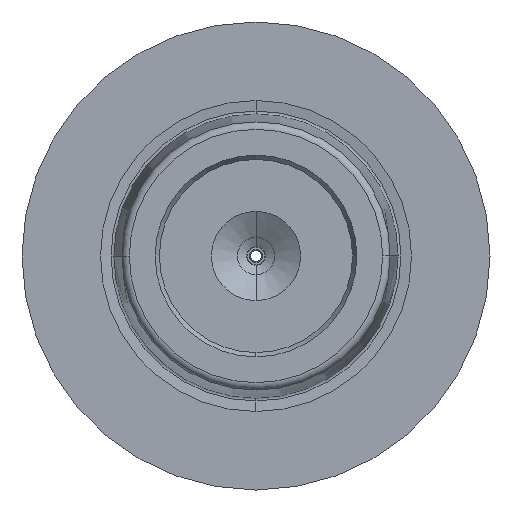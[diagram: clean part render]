
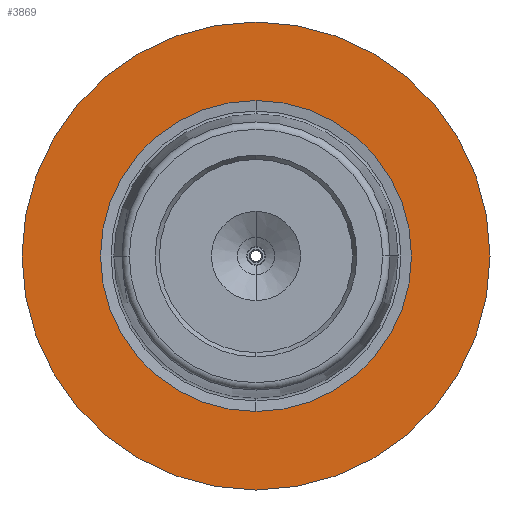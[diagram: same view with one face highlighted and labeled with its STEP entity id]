
A CAD part, left-side view. The second image highlights one B-rep face of the part: STEP entity #3869.
In plain terms, the highlighted planar face has unit normal (-1, 0, 0).
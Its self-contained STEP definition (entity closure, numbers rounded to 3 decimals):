
#198 = CARTESIAN_POINT ( 'NONE',  ( 0., 0., -31.5 ) ) ;
#367 = CARTESIAN_POINT ( 'NONE',  ( 0., 0., 0. ) ) ;
#462 = DIRECTION ( 'NONE',  ( -1., 0., 0. ) ) ;
#1209 = FACE_OUTER_BOUND ( 'NONE', #1678, .T. ) ;
#1236 = AXIS2_PLACEMENT_3D ( 'NONE', #4703, #462, #2191 ) ;
#1291 = CARTESIAN_POINT ( 'NONE',  ( 0., 0., 0. ) ) ;
#1425 = CIRCLE ( 'NONE', #4988, 31.5 ) ;
#1430 = DIRECTION ( 'NONE',  ( -1., 0., 0. ) ) ;
#1556 = VERTEX_POINT ( 'NONE', #2254 ) ;
#1660 = CARTESIAN_POINT ( 'NONE',  ( 0., 0., 20.93 ) ) ;
#1678 = EDGE_LOOP ( 'NONE', ( #5043, #3166 ) ) ;
#1701 = EDGE_CURVE ( 'NONE', #1556, #3447, #1425, .T. ) ;
#2009 = EDGE_CURVE ( 'NONE', #3218, #2588, #3267, .T. ) ;
#2191 = DIRECTION ( 'NONE',  ( 0., 0., 1. ) ) ;
#2232 = FACE_BOUND ( 'NONE', #4406, .T. ) ;
#2254 = CARTESIAN_POINT ( 'NONE',  ( 0., 0., 31.5 ) ) ;
#2308 = AXIS2_PLACEMENT_3D ( 'NONE', #1291, #3354, #4931 ) ;
#2484 = EDGE_CURVE ( 'NONE', #2588, #3218, #2783, .T. ) ;
#2499 = EDGE_CURVE ( 'NONE', #3447, #1556, #4923, .T. ) ;
#2571 = AXIS2_PLACEMENT_3D ( 'NONE', #2809, #1430, #3813 ) ;
#2588 = VERTEX_POINT ( 'NONE', #1660 ) ;
#2783 = CIRCLE ( 'NONE', #2308, 20.93 ) ;
#2792 = CARTESIAN_POINT ( 'NONE',  ( 0., 0., -20.93 ) ) ;
#2809 = CARTESIAN_POINT ( 'NONE',  ( 0., 0., 0. ) ) ;
#2980 = DIRECTION ( 'NONE',  ( 1., 0., 0. ) ) ;
#3060 = DIRECTION ( 'NONE',  ( 0., 0., -1. ) ) ;
#3147 = CARTESIAN_POINT ( 'NONE',  ( 0., 0., 0. ) ) ;
#3166 = ORIENTED_EDGE ( 'NONE', *, *, #2499, .T. ) ;
#3218 = VERTEX_POINT ( 'NONE', #2792 ) ;
#3267 = CIRCLE ( 'NONE', #1236, 20.93 ) ;
#3339 = ORIENTED_EDGE ( 'NONE', *, *, #2009, .F. ) ;
#3354 = DIRECTION ( 'NONE',  ( -1., 0., 0. ) ) ;
#3447 = VERTEX_POINT ( 'NONE', #198 ) ;
#3696 = DIRECTION ( 'NONE',  ( -1., 0., 0. ) ) ;
#3813 = DIRECTION ( 'NONE',  ( 0., 0., 1. ) ) ;
#3869 = ADVANCED_FACE ( 'NONE', ( #1209, #2232 ), #4377, .F. ) ;
#4028 = ORIENTED_EDGE ( 'NONE', *, *, #2484, .F. ) ;
#4029 = AXIS2_PLACEMENT_3D ( 'NONE', #3147, #2980, #3060 ) ;
#4377 = PLANE ( 'NONE',  #4029 ) ;
#4406 = EDGE_LOOP ( 'NONE', ( #4028, #3339 ) ) ;
#4703 = CARTESIAN_POINT ( 'NONE',  ( 0., 0., 0. ) ) ;
#4923 = CIRCLE ( 'NONE', #2571, 31.5 ) ;
#4931 = DIRECTION ( 'NONE',  ( 0., 0., 1. ) ) ;
#4988 = AXIS2_PLACEMENT_3D ( 'NONE', #367, #3696, #5078 ) ;
#5043 = ORIENTED_EDGE ( 'NONE', *, *, #1701, .T. ) ;
#5078 = DIRECTION ( 'NONE',  ( 0., 0., 1. ) ) ;
